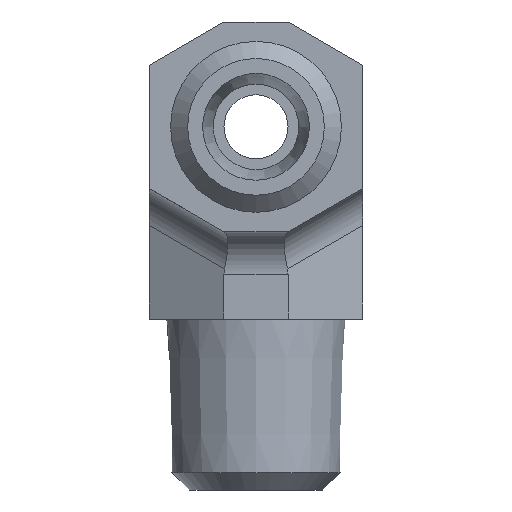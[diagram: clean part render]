
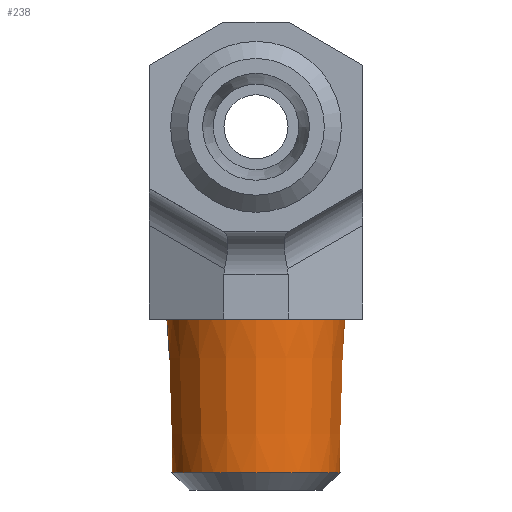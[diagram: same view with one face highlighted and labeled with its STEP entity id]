
A CAD part, front view. The second image highlights one B-rep face of the part: STEP entity #238.
In plain terms, the highlighted conical face has half-angle 1.791 degrees and reference radius 4.047 mm.
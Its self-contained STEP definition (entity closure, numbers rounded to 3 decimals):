
#204=CARTESIAN_POINT('',(-19.885,5.597,-6.7));
#205=VERTEX_POINT('',#204);
#206=CARTESIAN_POINT('',(-19.885,9.544,-6.7));
#207=DIRECTION('',(0.0,0.0,-1.0));
#208=DIRECTION('',(0.0,1.0,0.0));
#209=AXIS2_PLACEMENT_3D('',#206,#207,#208);
#210=CIRCLE('',#209,3.947);
#211=EDGE_CURVE('',#205,#205,#210,.T.);
#219=CARTESIAN_POINT('',(-19.885,9.544,-3.5));
#220=DIRECTION('',(0.0,0.0,1.0));
#221=DIRECTION('',(0.0,-1.0,0.0));
#222=AXIS2_PLACEMENT_3D('',#219,#220,#221);
#223=CONICAL_SURFACE('',#222,4.047,1.791);
#224=CARTESIAN_POINT('',(-19.885,5.372,0.5));
#225=VERTEX_POINT('',#224);
#226=CARTESIAN_POINT('',(-19.885,9.544,0.5));
#227=DIRECTION('',(0.0,0.0,1.0));
#228=DIRECTION('',(0.0,-1.0,0.0));
#229=AXIS2_PLACEMENT_3D('',#226,#227,#228);
#230=CIRCLE('',#229,4.172);
#231=EDGE_CURVE('',#225,#225,#230,.T.);
#232=ORIENTED_EDGE('',*,*,#231,.F.);
#233=EDGE_LOOP('',(#232));
#234=FACE_OUTER_BOUND('',#233,.T.);
#235=ORIENTED_EDGE('',*,*,#211,.F.);
#236=EDGE_LOOP('',(#235));
#237=FACE_BOUND('',#236,.T.);
#238=ADVANCED_FACE('',(#234,#237),#223,.T.);
